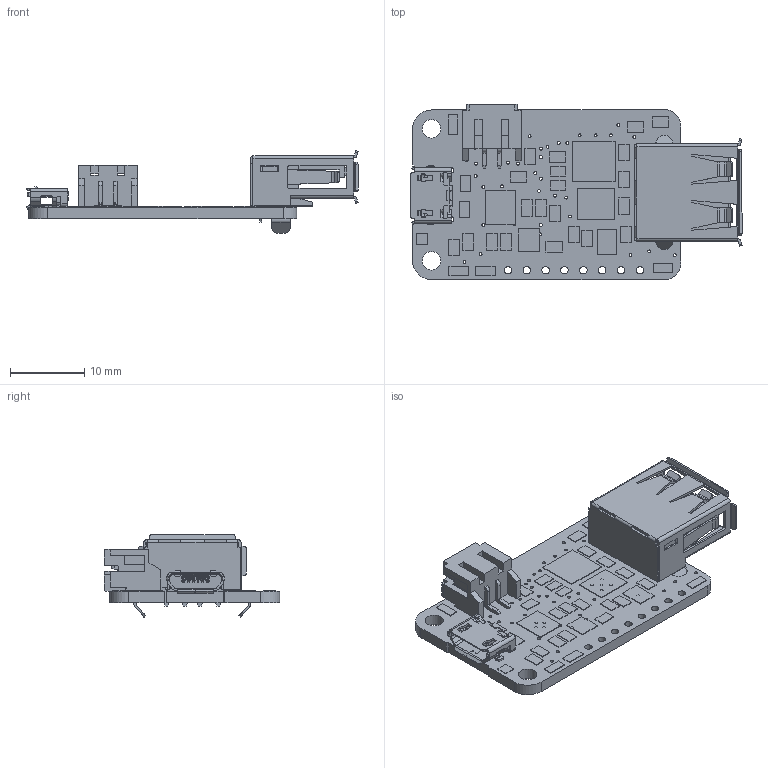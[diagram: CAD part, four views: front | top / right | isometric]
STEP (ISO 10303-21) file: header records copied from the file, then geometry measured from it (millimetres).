
FILE_DESCRIPTION(/* description */ (''),/* implementation_level */ '2;1');
FILE_NAME(/* name */ 'Adafruit PowerBoost 1000C Rev B v4.step',/* time_stamp */ '2021-04-23T11:37:29+02:00',/* author */ (''),/* organization */ (''),/* preprocessor_version */ 'ST-DEVELOPER v18.1',/* originating_system */ 'Autodesk Translation Framework v9.10.0.1330',/* authorisation */ '');
FILE_SCHEMA (('AUTOMOTIVE_DESIGN { 1 0 10303 214 3 1 1 }'));
Products named in the file (18): Adafruit PowerBoost 1000C Rev B; PCB Component; Board; TPS61090RSAR; 6.8uH; 15K; JST 2-PH; FIDUCIAL""; USBA_FEMALE; ORANGE; 0.1uF; 1.87M; MMUN2133LT1G; 100uF; SYMBOL_PLUS; SYMBOL_MINUS; MicroUSB; MCP73871
Assembly tree (42 placements, depth 3):
  Adafruit PowerBoost 1000C Rev B
    PCB Component
      Board
      TPS61090RSAR
      6.8uH
      15K  x20
      JST 2-PH
      FIDUCIAL""  x3
      USBA_FEMALE
      ORANGE  x4
      0.1uF
      1.87M  x2
      MMUN2133LT1G
      100uF
      SYMBOL_PLUS
      SYMBOL_MINUS
      MicroUSB
      MCP73871
Bounding box: 44.71 x 23.6 x 11.13 mm (x, y, z)
Volume: 2132.2 mm3; surface area: 4856.5 mm2
Topology: 44 solids, 672 shells, 1481 faces, 5789 edges, 4996 vertices
Faces by surface type: plane 995, bspline 256, cylinder 210, torus 16, sphere 4
Full cylindrical faces by diameter (mm): 0.394 x41, 0.4 x5, 0.7 x4, 0.95 x4, 1 x10, 2.3 x2, 2.5 x2
Entity records: 65141 total; most frequent: CARTESIAN_POINT 18110, DIRECTION 8991, ORIENTED_EDGE 7438, EDGE_CURVE 5477, VERTEX_POINT 4796, LINE 3933, VECTOR 3933, AXIS2_PLACEMENT_3D 2529
